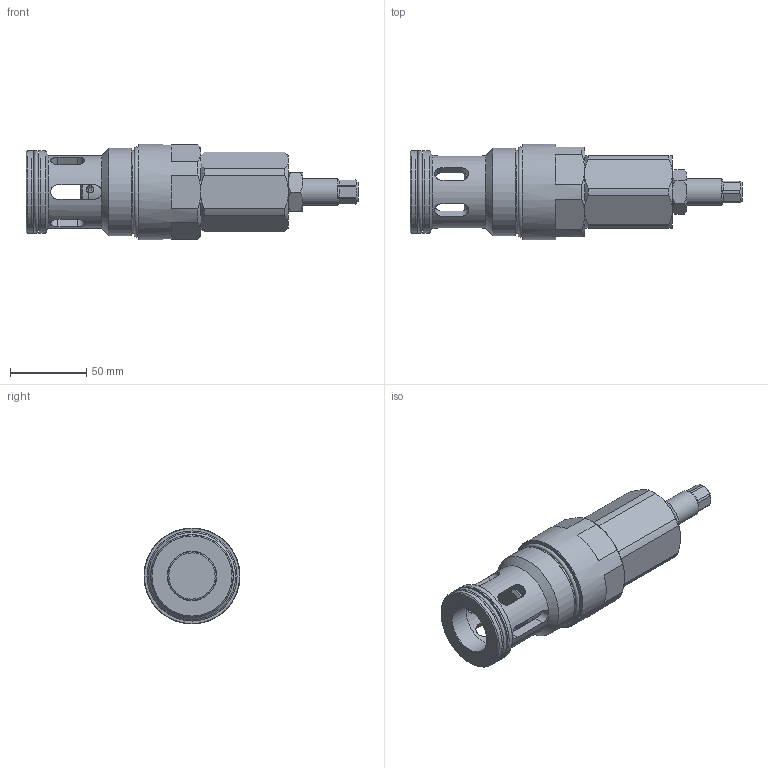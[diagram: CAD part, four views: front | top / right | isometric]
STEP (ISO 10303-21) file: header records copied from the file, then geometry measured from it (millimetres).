
FILE_DESCRIPTION((''),'2;1');
FILE_NAME('HSN2002.stp','2016-03-07T16:22:09',('JGroves'),(''),'Autodesk Inventor 2012','Autodesk Inventor 2012','');
FILE_SCHEMA(('AUTOMOTIVE_DESIGN { 1 0 10303 214 1 1 1 1 }'));
Length unit declared in the file: inch
Products named in the file (1): L400549HS01(HSN2002)_Shrinkwrap_1
Bounding box: 217.13 x 62.74 x 62.74 mm (x, y, z)
Surface area: 58840.5 mm2 (no closed solid volume)
Topology: 0 solids, 12 shells, 141 faces, 410 edges, 279 vertices
Faces by surface type: plane 56, cylinder 43, cone 38, torus 4
Full cylindrical faces by diameter (mm): 3.962 x1, 4.775 x1, 9.652 x1, 17.463 x1, 31.75 x1, 33.274 x1, 34.912 x1, 34.925 x1, 47.752 x1, 49.53 x1, 53.924 x2, 54.077 x2, 54.178 x1, 57.104 x1, 62.738 x1
Entity records: 5185 total; most frequent: CARTESIAN_POINT 1608, ORIENTED_EDGE 680, DIRECTION 664, EDGE_CURVE 372, AXIS2_PLACEMENT_3D 269, VERTEX_POINT 268, EDGE_LOOP 189, FACE_OUTER_BOUND 141
